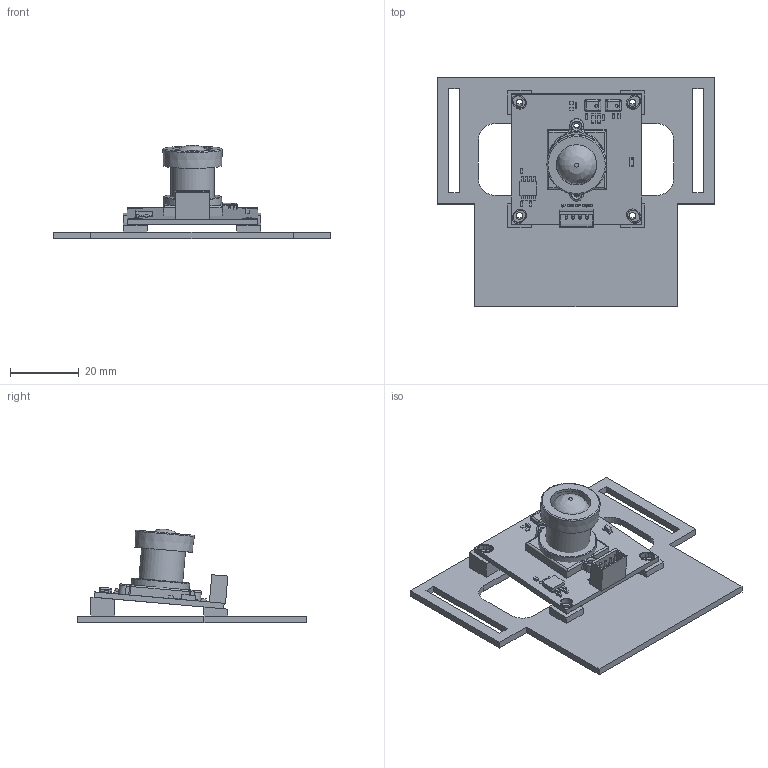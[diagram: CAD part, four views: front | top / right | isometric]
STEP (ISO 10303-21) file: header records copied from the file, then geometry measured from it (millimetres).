
FILE_DESCRIPTION(/* description */ (''),/* implementation_level */ '2;1');
FILE_NAME(/* name */ 'Back_Camera.step',/* time_stamp */ '2024-07-02T21:30:46+02:00',/* author */ (''),/* organization */ (''),/* preprocessor_version */ 'ST-DEVELOPER v20',/* originating_system */ 'Autodesk Translation Framework v13.14.0.145',/* authorisation */ '');
FILE_SCHEMA (('AUTOMOTIVE_DESIGN { 1 0 10303 214 3 1 1 }'));
Length unit declared in the file: millimetre
Products named in the file (3): Kamera hinten_5Grad; IMX179 8MP USB Camera; Component1
Assembly tree (2 placements, depth 3):
  Kamera hinten_5Grad
    IMX179 8MP USB Camera
      Component1
Bounding box: 81 x 67 x 27.35 mm (x, y, z)
Volume: 13836.4 mm3; surface area: 17043.6 mm2
Topology: 20 solids, 21 shells, 628 faces, 1584 edges, 1038 vertices
Faces by surface type: plane 393, bspline 117, cylinder 105, torus 11, cone 2
Full cylindrical faces by diameter (mm): 0.7 x12, 0.797 x2, 1.8 x4, 2 x4, 4.452 x1, 12.15 x4, 12.827 x1, 17 x1
Entity records: 20124 total; most frequent: CARTESIAN_POINT 5301, ORIENTED_EDGE 3152, DIRECTION 2628, EDGE_CURVE 1576, LINE 1124, VECTOR 1124, VERTEX_POINT 1038, AXIS2_PLACEMENT_3D 752
